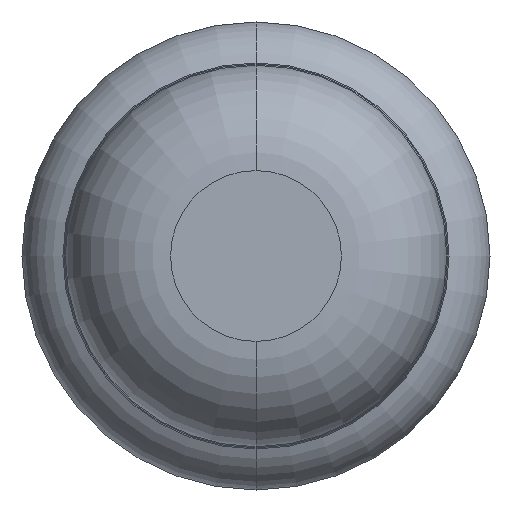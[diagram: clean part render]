
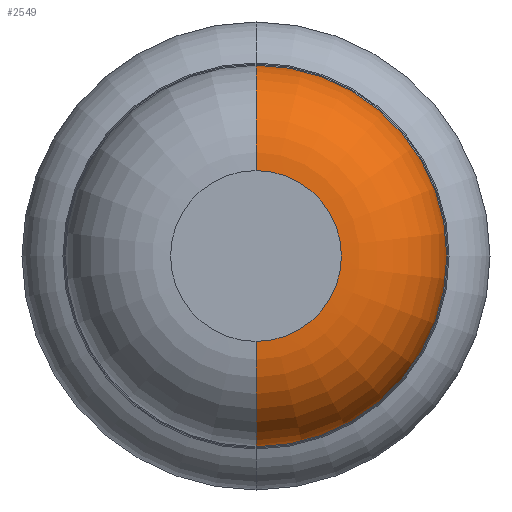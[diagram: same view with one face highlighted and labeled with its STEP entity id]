
A CAD part, front view. The second image highlights one B-rep face of the part: STEP entity #2549.
In plain terms, the highlighted toroidal (fillet/blend) face has major radius 0.365 mm and minor radius 0.45 mm.
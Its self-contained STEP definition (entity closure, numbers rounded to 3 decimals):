
#210 = DIRECTION ( 'NONE',  ( -1., 0., 0. ) ) ;
#358 = CARTESIAN_POINT ( 'NONE',  ( 0., -34.45, -0.815 ) ) ;
#738 = VERTEX_POINT ( 'NONE', #2310 ) ;
#896 = DIRECTION ( 'NONE',  ( 0., 0., -1. ) ) ;
#899 = DIRECTION ( 'NONE',  ( 0., 0., 1. ) ) ;
#925 = CARTESIAN_POINT ( 'NONE',  ( 0., -34.45, -0.365 ) ) ;
#1017 = VERTEX_POINT ( 'NONE', #1426 ) ;
#1118 = DIRECTION ( 'NONE',  ( 0., 1., 0. ) ) ;
#1129 = CIRCLE ( 'NONE', #2336, 0.45 ) ;
#1160 = CARTESIAN_POINT ( 'NONE',  ( 0., -34.45, 0. ) ) ;
#1245 = TOROIDAL_SURFACE ( 'NONE', #2860, 0.365, 0.45 ) ;
#1409 = AXIS2_PLACEMENT_3D ( 'NONE', #1415, #4164, #2057 ) ;
#1415 = CARTESIAN_POINT ( 'NONE',  ( 0., -34.45, 0. ) ) ;
#1426 = CARTESIAN_POINT ( 'NONE',  ( 0., -34.45, 0.815 ) ) ;
#1442 = CARTESIAN_POINT ( 'NONE',  ( 0., -34.9, -0.365 ) ) ;
#1446 = DIRECTION ( 'NONE',  ( 0., 1., 0. ) ) ;
#1545 = AXIS2_PLACEMENT_3D ( 'NONE', #2265, #210, #899 ) ;
#1635 = EDGE_CURVE ( 'NONE', #3688, #1918, #1129, .T. ) ;
#1918 = VERTEX_POINT ( 'NONE', #358 ) ;
#1983 = EDGE_CURVE ( 'Defeature ausgef�hrt1_3+Defeature ausgef�hrt1_2+Defeature ausgef�hrt1_2+Defeature ausgef�hrt1_2', #738, #3688, #4141, .T. ) ;
#2035 = ORIENTED_EDGE ( 'NONE', *, *, #1983, .T. ) ;
#2057 = DIRECTION ( 'NONE',  ( 0., 0., 1. ) ) ;
#2265 = CARTESIAN_POINT ( 'NONE',  ( 0., -34.45, 0.365 ) ) ;
#2310 = CARTESIAN_POINT ( 'NONE',  ( 0., -34.9, 0.365 ) ) ;
#2336 = AXIS2_PLACEMENT_3D ( 'NONE', #925, #4026, #896 ) ;
#2515 = FACE_OUTER_BOUND ( 'NONE', #3005, .T. ) ;
#2549 = ADVANCED_FACE ( 'Defeature ausgef�hrt1_3', ( #2515 ), #1245, .T. ) ;
#2860 = AXIS2_PLACEMENT_3D ( 'NONE', #1160, #1446, #3845 ) ;
#2994 = CIRCLE ( 'NONE', #1545, 0.45 ) ;
#3005 = EDGE_LOOP ( 'NONE', ( #2035, #4451, #3261, #3994 ) ) ;
#3092 = AXIS2_PLACEMENT_3D ( 'NONE', #4200, #1118, #3514 ) ;
#3180 = EDGE_CURVE ( 'NONE', #738, #1017, #2994, .T. ) ;
#3261 = ORIENTED_EDGE ( 'NONE', *, *, #3582, .F. ) ;
#3514 = DIRECTION ( 'NONE',  ( 0., 0., 1. ) ) ;
#3582 = EDGE_CURVE ( 'Defeature ausgef�hrt1_4+Defeature ausgef�hrt1_3+Defeature ausgef�hrt1_3+Defeature ausgef�hrt1_3', #1017, #1918, #4460, .T. ) ;
#3688 = VERTEX_POINT ( 'NONE', #1442 ) ;
#3845 = DIRECTION ( 'NONE',  ( 0., 0., 1. ) ) ;
#3994 = ORIENTED_EDGE ( 'NONE', *, *, #3180, .F. ) ;
#4026 = DIRECTION ( 'NONE',  ( 1., 0., 0. ) ) ;
#4141 = CIRCLE ( 'NONE', #3092, 0.365 ) ;
#4164 = DIRECTION ( 'NONE',  ( 0., 1., 0. ) ) ;
#4200 = CARTESIAN_POINT ( 'NONE',  ( 0., -34.9, 0. ) ) ;
#4451 = ORIENTED_EDGE ( 'NONE', *, *, #1635, .T. ) ;
#4460 = CIRCLE ( 'NONE', #1409, 0.815 ) ;
